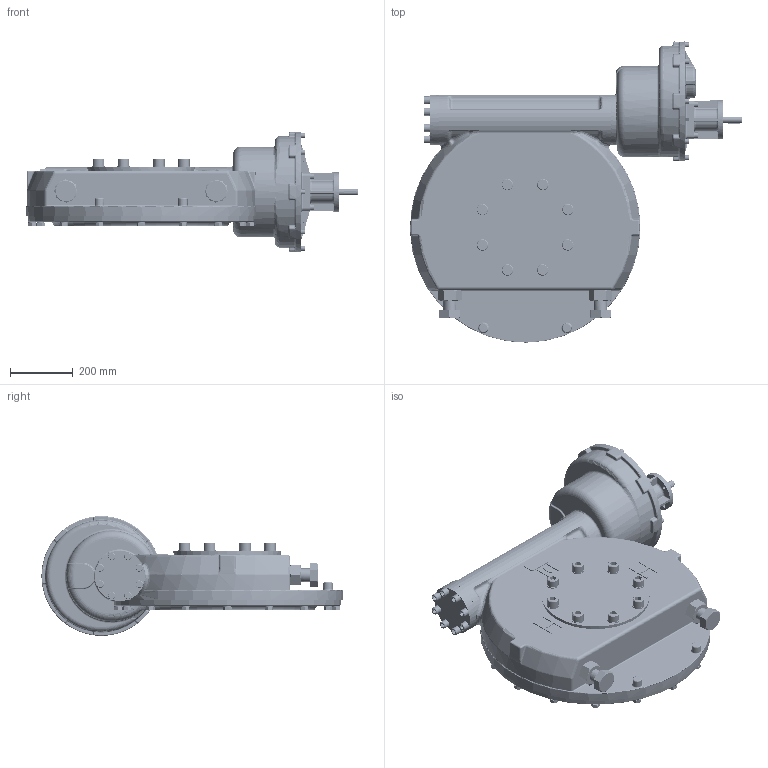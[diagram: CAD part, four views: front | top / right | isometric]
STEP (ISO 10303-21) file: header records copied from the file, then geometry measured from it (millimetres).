
FILE_DESCRIPTION(/* description */ ('Unknown'),/* implementation_level */ '2;1');
FILE_NAME(/* name */ 'PUB-IW10-IR3_0-1_SOLID-STEP',/* time_stamp */ '2019-12-12T12:32:15+00:00',/* author */ ('Unknown'),/* organization */ ('Unknown'),/* preprocessor_version */ 'ST-DEVELOPER v16.7',/* originating_system */ 'DEX',/* authorisation */ $);
FILE_SCHEMA (('AUTOMOTIVE_DESIGN {1 0 10303 214 3 1 1}'));
Products named in the file (1): PUB-IW10-IR3_SOLID_0-1
Bounding box: 1058.98 x 960.4 x 381.84 mm (x, y, z)
Volume: 41766481.9 mm3; surface area: 4253087.1 mm2
Topology: 23 solids, 50 shells, 5775 faces, 14824 edges, 9379 vertices
Faces by surface type: plane 4090, cylinder 770, bspline 313, cone 296, torus 234, sphere 72
Full cylindrical faces by diameter (mm): 8.376 x16, 10 x8, 10.106 x4, 10.5 x12, 10.7 x8, 12 x4, 12.5 x4, 13 x4, 13.835 x17, 14 x25, 16 x48, 16.1 x16, 16.5 x8, 16.6 x8, 17 x24, 18 x4, 19 x4, 20 x2, 24 x16, 24.5 x8, 25 x8, 26 x8, 26.211 x16, 30 x2, 36.39 x8, 39 x8, 42 x4, 42.94 x2, 45 x1, 50 x1
Entity records: 223068 total; most frequent: CARTESIAN_POINT 53682, ORIENTED_EDGE 27770, DIRECTION 24524, EDGE_CURVE 13885, VERTEX_POINT 9142, LINE 8680, VECTOR 8680, AXIS2_PLACEMENT_3D 7922
